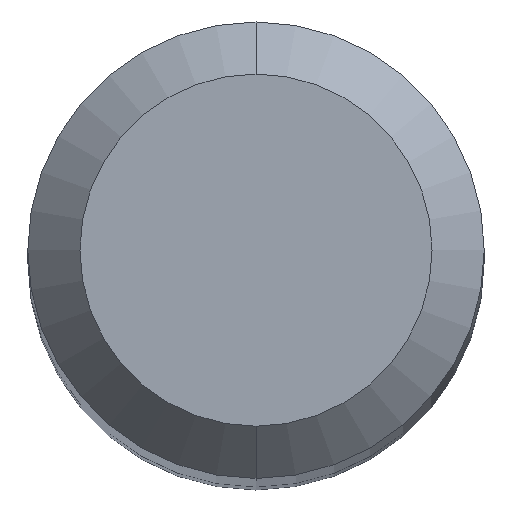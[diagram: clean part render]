
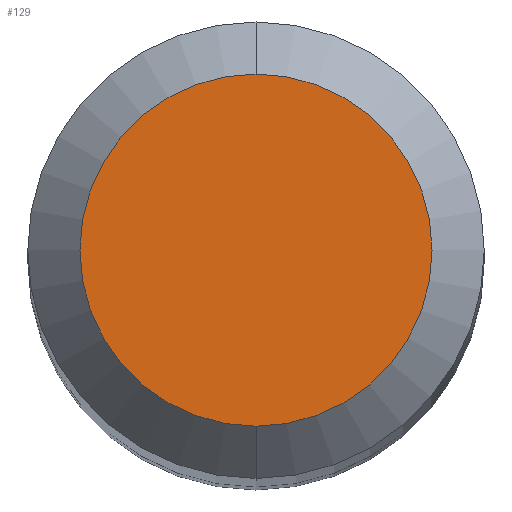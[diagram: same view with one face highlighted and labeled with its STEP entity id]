
A CAD part, top view. The second image highlights one B-rep face of the part: STEP entity #129.
In plain terms, the highlighted planar face has unit normal (0, 0, 1).
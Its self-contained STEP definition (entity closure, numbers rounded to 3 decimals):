
#33 = AXIS2_PLACEMENT_3D ( 'NONE', #247, #120, #65 ) ;
#38 = CARTESIAN_POINT ( 'NONE',  ( 0., -1.35, 52. ) ) ;
#49 = DIRECTION ( 'NONE',  ( 0., 1., 0. ) ) ;
#63 = DIRECTION ( 'NONE',  ( 0., 1., 0. ) ) ;
#65 = DIRECTION ( 'NONE',  ( 0., 1., 0. ) ) ;
#120 = DIRECTION ( 'NONE',  ( 0., 0., -1. ) ) ;
#128 = PLANE ( 'NONE',  #284 ) ;
#129 = ADVANCED_FACE ( 'NONE', ( #326 ), #128, .F. ) ;
#141 = EDGE_LOOP ( 'NONE', ( #271, #270 ) ) ;
#146 = CARTESIAN_POINT ( 'NONE',  ( 0., 1.35, 52. ) ) ;
#151 = CARTESIAN_POINT ( 'NONE',  ( 0., 0., 52. ) ) ;
#163 = CIRCLE ( 'NONE', #33, 1.35 ) ;
#171 = VERTEX_POINT ( 'NONE', #146 ) ;
#175 = CIRCLE ( 'NONE', #218, 1.35 ) ;
#209 = CARTESIAN_POINT ( 'NONE',  ( 0., 0., 52. ) ) ;
#215 = VERTEX_POINT ( 'NONE', #38 ) ;
#218 = AXIS2_PLACEMENT_3D ( 'NONE', #151, #319, #63 ) ;
#247 = CARTESIAN_POINT ( 'NONE',  ( 0., 0., 52. ) ) ;
#254 = DIRECTION ( 'NONE',  ( 0., 0., -1. ) ) ;
#270 = ORIENTED_EDGE ( 'NONE', *, *, #330, .F. ) ;
#271 = ORIENTED_EDGE ( 'NONE', *, *, #290, .F. ) ;
#284 = AXIS2_PLACEMENT_3D ( 'NONE', #209, #254, #49 ) ;
#290 = EDGE_CURVE ( 'NONE', #171, #215, #163, .T. ) ;
#319 = DIRECTION ( 'NONE',  ( 0., 0., -1. ) ) ;
#326 = FACE_OUTER_BOUND ( 'NONE', #141, .T. ) ;
#330 = EDGE_CURVE ( 'NONE', #215, #171, #175, .T. ) ;
